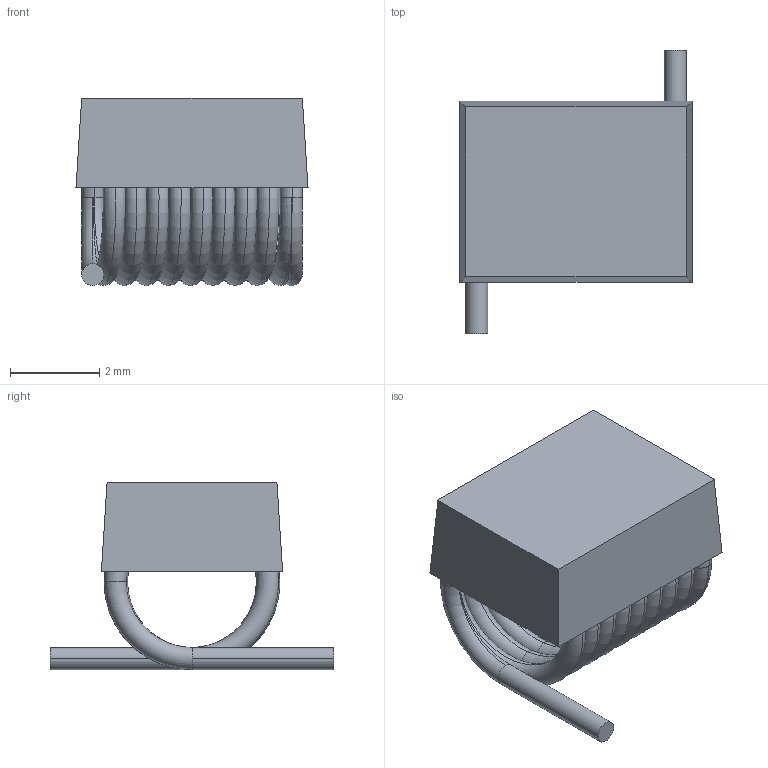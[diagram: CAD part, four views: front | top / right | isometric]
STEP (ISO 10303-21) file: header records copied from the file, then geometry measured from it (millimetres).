
FILE_DESCRIPTION((''),'2;1');
FILE_NAME('IND_COILCRAFT_1812SMS.stp','2015-02-12T10:34:45',(''),(''),'Mechanical Desktop 2011','Mechanical Desktop 2011',', , ');
FILE_SCHEMA(('AUTOMOTIVE_DESIGN { 1 2 10303 214 1 1 1 1 }'));
Length unit declared in the file: millimetre
Products named in the file (1): Product
Bounding box: 5.2 x 6.35 x 4.2 mm (x, y, z)
Volume: 60.1 mm3; surface area: 247.3 mm2
Topology: 12 solids, 12 shells, 56 faces, 120 edges, 68 vertices
Faces by surface type: torus 38, plane 12, cylinder 6
Entity records: 1712 total; most frequent: CARTESIAN_POINT 353, DIRECTION 322, ORIENTED_EDGE 240, AXIS2_PLACEMENT_3D 153, EDGE_CURVE 120, CIRCLE 96, VERTEX_POINT 68, EDGE_LOOP 56
